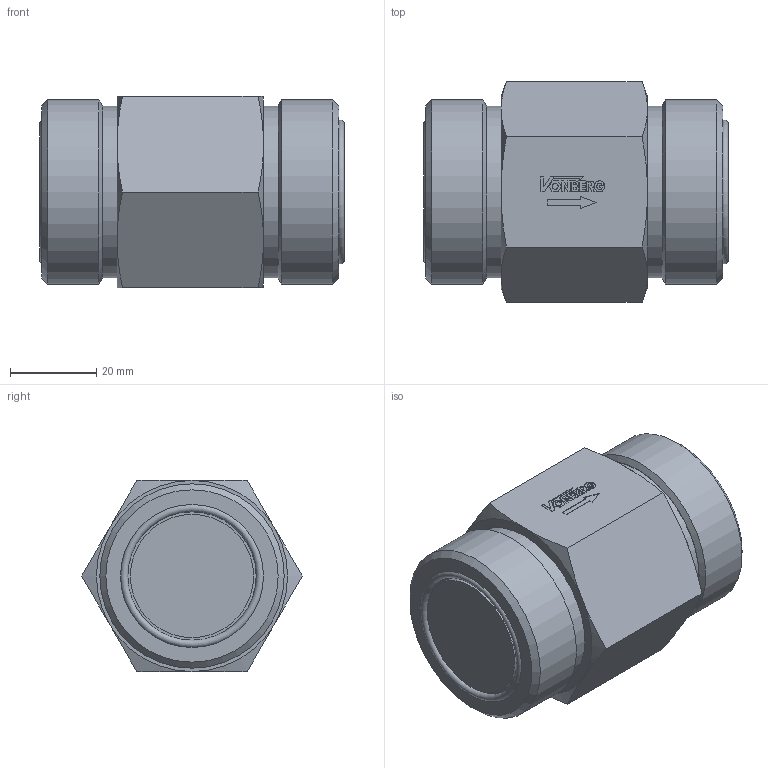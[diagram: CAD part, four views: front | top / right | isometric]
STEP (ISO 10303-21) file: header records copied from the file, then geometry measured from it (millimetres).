
FILE_DESCRIPTION((''),'2;1');
FILE_NAME('1920FS.stp','2015-01-02T10:31:07',('jml'),(''),'Autodesk Inventor 2010','Autodesk Inventor 2010','');
FILE_SCHEMA(('AUTOMOTIVE_DESIGN { 1 0 10303 214 1 1 1 1 }'));
Length unit declared in the file: inch
Products named in the file (3): 1920FS; 1920FS_BODY; 025 O-RING
Assembly tree (3 placements, depth 2):
  1920FS
    1920FS_BODY
    025 O-RING  x2
Bounding box: 70.82 x 51.33 x 44.45 mm (x, y, z)
Volume: 106836.9 mm3; surface area: 15232.7 mm2
Topology: 3 solids, 3 shells, 140 faces, 333 edges, 216 vertices
Faces by surface type: plane 99, cylinder 23, cone 16, torus 2
Full cylindrical faces by diameter (mm): 1.392 x1, 28.677 x2, 33.249 x2, 39.878 x2, 42.85 x2
Entity records: 4014 total; most frequent: CARTESIAN_POINT 726, DIRECTION 648, ORIENTED_EDGE 636, EDGE_CURVE 318, VECTOR 230, LINE 230, VERTEX_POINT 215, AXIS2_PLACEMENT_3D 209
